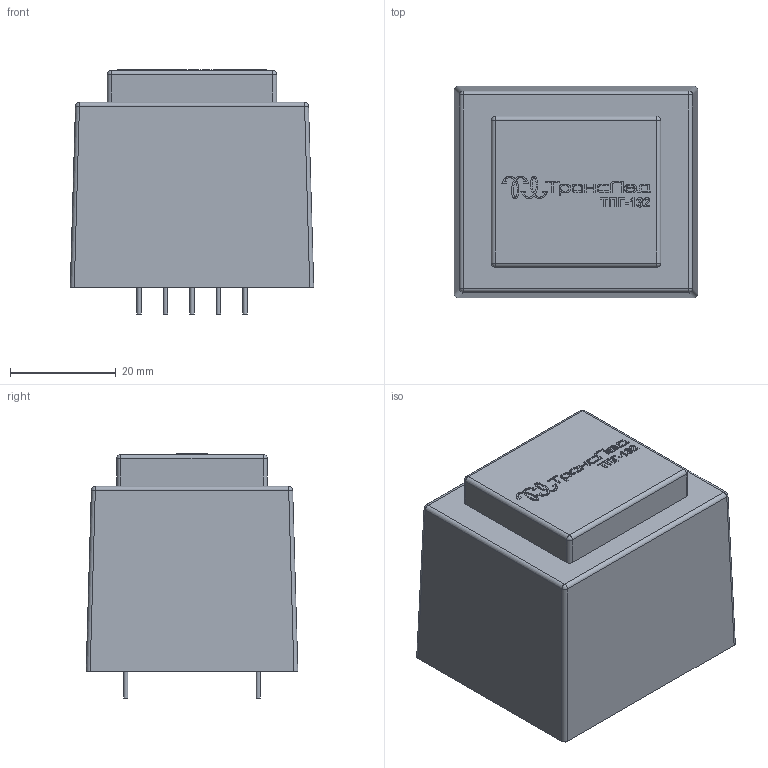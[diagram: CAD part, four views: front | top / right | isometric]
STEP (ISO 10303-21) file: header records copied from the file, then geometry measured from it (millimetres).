
FILE_DESCRIPTION(/* description */ (''),/* implementation_level */ '2;1');
FILE_NAME(/* name */ 'TPG-132.step',/* time_stamp */ '2022-11-06T12:52:39+03:00',/* author */ (''),/* organization */ (''),/* preprocessor_version */ 'ST-DEVELOPER v19.2',/* originating_system */ 'Autodesk Translation Framework v11.17.0.187',/* authorisation */ '');
FILE_SCHEMA (('AUTOMOTIVE_DESIGN { 1 0 10303 214 3 1 1 }'));
Length unit declared in the file: millimetre
Products named in the file (1): TPG-132
Bounding box: 46 x 40 x 46.1 mm (x, y, z)
Volume: 65947.1 mm3; surface area: 10472.5 mm2
Topology: 33 solids, 33 shells, 613 faces, 1605 edges, 1062 vertices
Faces by surface type: plane 303, bspline 269, cylinder 33, sphere 8
Full cylindrical faces by diameter (mm): 0.8 x10
Entity records: 20101 total; most frequent: CARTESIAN_POINT 7074, ORIENTED_EDGE 3210, DIRECTION 1891, EDGE_CURVE 1605, VERTEX_POINT 1062, LINE 1001, VECTOR 1001, EDGE_LOOP 631
